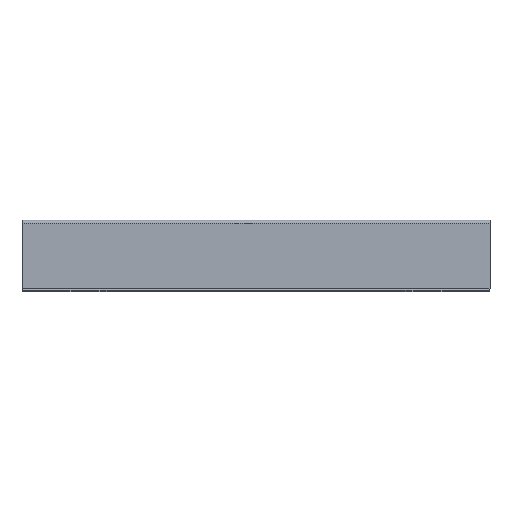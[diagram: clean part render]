
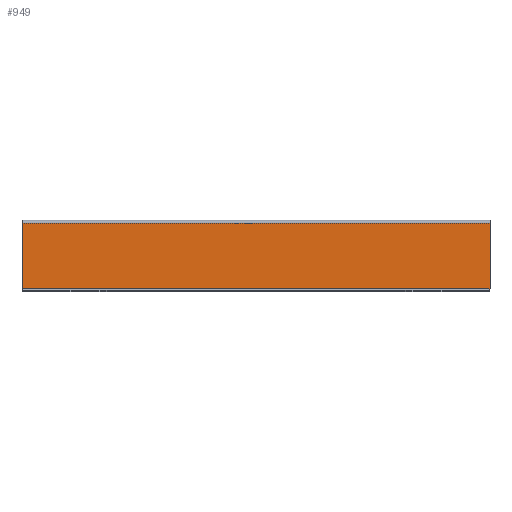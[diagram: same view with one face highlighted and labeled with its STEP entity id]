
A CAD part, top view. The second image highlights one B-rep face of the part: STEP entity #949.
In plain terms, the highlighted planar face has unit normal (0, 0, 1).
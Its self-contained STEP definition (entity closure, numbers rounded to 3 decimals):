
#14 = VERTEX_POINT ( 'NONE', #812 ) ;
#38 = EDGE_CURVE ( 'NONE', #643, #1008, #432, .T. ) ;
#40 = CARTESIAN_POINT ( 'NONE',  ( 248.5, 35., 0. ) ) ;
#86 = LINE ( 'NONE', #1101, #219 ) ;
#122 = CARTESIAN_POINT ( 'NONE',  ( -248.5, 35., 0. ) ) ;
#166 = DIRECTION ( 'NONE',  ( -1., 0., 0. ) ) ;
#219 = VECTOR ( 'NONE', #988, 1000. ) ;
#226 = DIRECTION ( 'NONE',  ( 0., 0., 1. ) ) ;
#389 = ORIENTED_EDGE ( 'NONE', *, *, #1404, .T. ) ;
#411 = VECTOR ( 'NONE', #1111, 1000. ) ;
#432 = LINE ( 'NONE', #829, #1066 ) ;
#475 = EDGE_CURVE ( 'NONE', #14, #1117, #1590, .T. ) ;
#500 = DIRECTION ( 'NONE',  ( 1., 0., 0. ) ) ;
#555 = LINE ( 'NONE', #40, #854 ) ;
#643 = VERTEX_POINT ( 'NONE', #122 ) ;
#653 = ORIENTED_EDGE ( 'NONE', *, *, #1299, .F. ) ;
#812 = CARTESIAN_POINT ( 'NONE',  ( 248.5, -35., 0. ) ) ;
#829 = CARTESIAN_POINT ( 'NONE',  ( -248.5, -38., 0. ) ) ;
#854 = VECTOR ( 'NONE', #166, 1000. ) ;
#866 = CARTESIAN_POINT ( 'NONE',  ( -248.5, -35., 0. ) ) ;
#940 = CARTESIAN_POINT ( 'NONE',  ( 248.5, 35., 0. ) ) ;
#949 = ADVANCED_FACE ( 'NONE', ( #1388 ), #1270, .T. ) ;
#988 = DIRECTION ( 'NONE',  ( -1., 0., 0. ) ) ;
#1008 = VERTEX_POINT ( 'NONE', #866 ) ;
#1066 = VECTOR ( 'NONE', #1539, 1000. ) ;
#1085 = ORIENTED_EDGE ( 'NONE', *, *, #475, .T. ) ;
#1101 = CARTESIAN_POINT ( 'NONE',  ( 248.5, -35., 0. ) ) ;
#1111 = DIRECTION ( 'NONE',  ( 0., 1., 0. ) ) ;
#1117 = VERTEX_POINT ( 'NONE', #940 ) ;
#1192 = EDGE_LOOP ( 'NONE', ( #1085, #389, #1433, #653 ) ) ;
#1202 = CARTESIAN_POINT ( 'NONE',  ( 248.5, -38., 0. ) ) ;
#1270 = PLANE ( 'NONE',  #1499 ) ;
#1299 = EDGE_CURVE ( 'NONE', #14, #1008, #86, .T. ) ;
#1388 = FACE_OUTER_BOUND ( 'NONE', #1192, .T. ) ;
#1404 = EDGE_CURVE ( 'NONE', #1117, #643, #555, .T. ) ;
#1433 = ORIENTED_EDGE ( 'NONE', *, *, #38, .T. ) ;
#1499 = AXIS2_PLACEMENT_3D ( 'NONE', #1621, #226, #500 ) ;
#1539 = DIRECTION ( 'NONE',  ( 0., -1., 0. ) ) ;
#1590 = LINE ( 'NONE', #1202, #411 ) ;
#1621 = CARTESIAN_POINT ( 'NONE',  ( 0., 0., 0. ) ) ;
